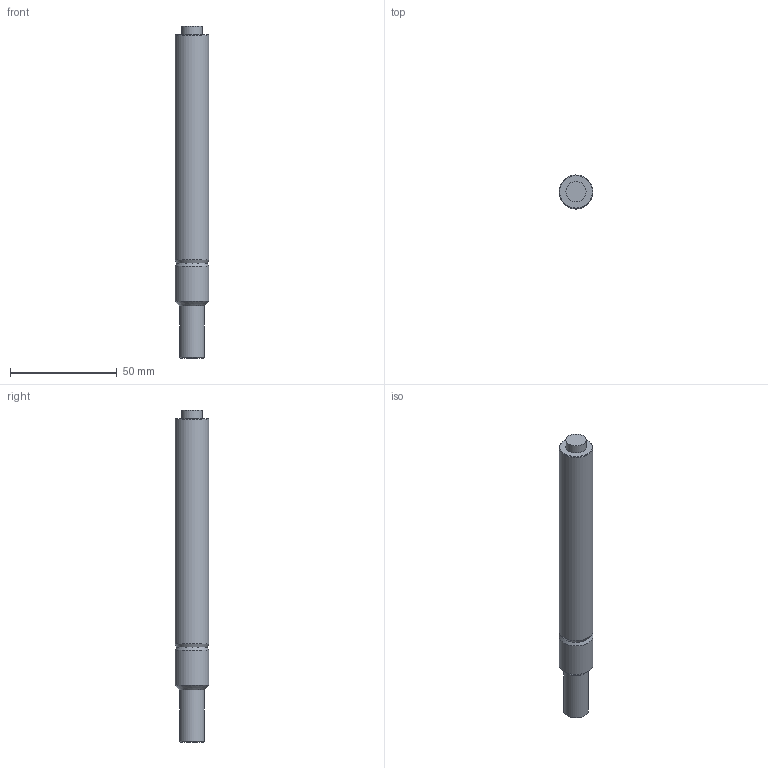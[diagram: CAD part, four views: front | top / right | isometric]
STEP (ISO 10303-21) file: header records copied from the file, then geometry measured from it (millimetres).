
FILE_DESCRIPTION (( 'STEP AP203' ), '1' );
FILE_NAME ('5720 LIQUID LIGHTGUIDE, INPUT END.STEP', '2020-12-28T15:30:41', ( '' ), ( '' ), 'SwSTEP 2.0', 'SolidWorks 2019', '' );
FILE_SCHEMA (( 'CONFIG_CONTROL_DESIGN' ));
Length unit declared in the file: inch
Products named in the file (1): 5720 LIQUID LIGHTGUIDE, INPUT END
Bounding box: 15.8 x 15.8 x 155.66 mm (x, y, z)
Volume: 27676.5 mm3; surface area: 7654.2 mm2
Topology: 1 solids, 1 shells, 13 faces, 24 edges, 15 vertices
Faces by surface type: cone 5, cylinder 4, plane 4
Full cylindrical faces by diameter (mm): 9.5 x1, 11.709 x1, 15.799 x2
Entity records: 333 total; most frequent: DIRECTION 52, CARTESIAN_POINT 38, AXIS2_PLACEMENT_3D 26, ORIENTED_EDGE 24, EDGE_LOOP 24, FACE_OUTER_BOUND 17, ADVANCED_FACE 13, EDGE_CURVE 12
